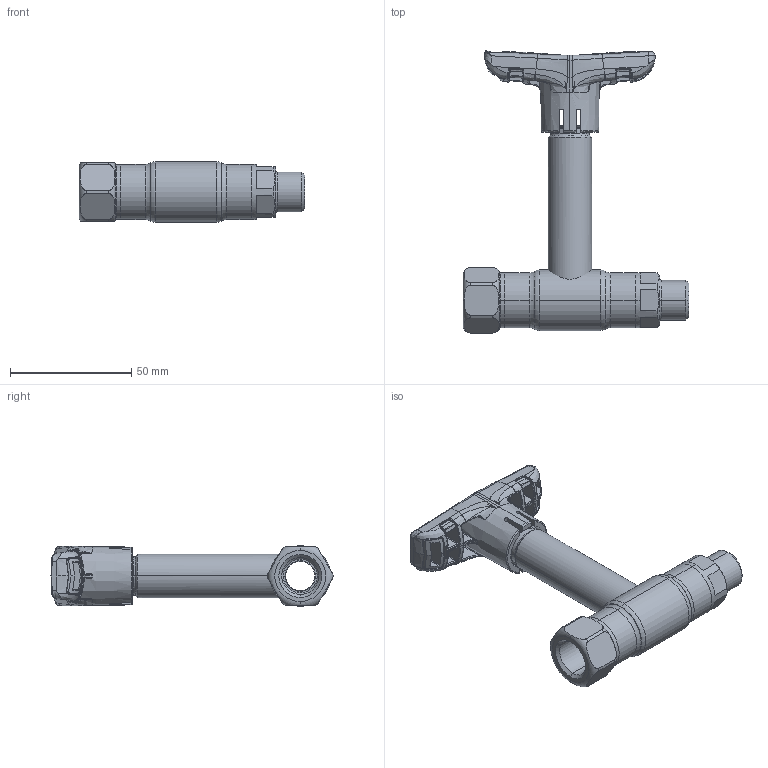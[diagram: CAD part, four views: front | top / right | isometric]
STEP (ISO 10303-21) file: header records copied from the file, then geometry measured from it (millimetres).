
FILE_DESCRIPTION (( 'STEP AP214' ), '1' );
FILE_NAME ('2010002401-0400.step', '2023-12-18T09:58:53', ( '' ), ( '' ), 'SwSTEP 2.0', 'SolidWorks 2021', '' );
FILE_SCHEMA (( 'AUTOMOTIVE_DESIGN' ));
Length unit declared in the file: millimetre
Products named in the file (1): 2010002401-0400
Bounding box: 93 x 116.28 x 25 mm (x, y, z)
Surface area: 21655.3 mm2 (no closed solid volume)
Topology: 0 solids, 6 shells, 714 faces, 2048 edges, 1266 vertices
Faces by surface type: bspline 550, plane 68, cylinder 42, torus 25, cone 23, sphere 6
Entity records: 54205 total; most frequent: CARTESIAN_POINT 32517, ORIENTED_EDGE 3635, EDGE_CURVE 2044, DIRECTION 1468, B_SPLINE_CURVE_WITH_KNOTS 1380, VERTEX_POINT 1266, EDGE_LOOP 725, UNCERTAINTY_MEASURE_WITH_UNIT 716
